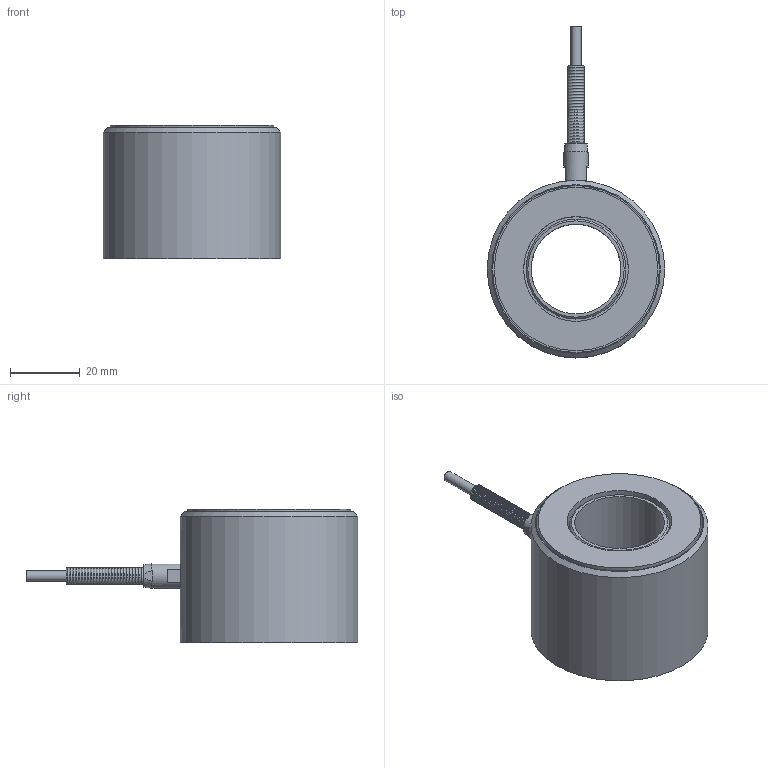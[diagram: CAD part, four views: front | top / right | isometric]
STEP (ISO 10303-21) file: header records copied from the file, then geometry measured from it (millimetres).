
FILE_DESCRIPTION((''),'2;1');
FILE_NAME('LLW550.stp','2010-11-18T14:17:26',('thomasl'),(''),'Autodesk Inventor 2008','Autodesk Inventor 2008','');
FILE_SCHEMA(('AUTOMOTIVE_DESIGN { 1 0 10303 214 1 1 1 1 }'));
Length unit declared in the file: inch
Products named in the file (5): LLW550; PART4; 102DB; 102DBA; 102DBB
Assembly tree (4 placements, depth 3):
  LLW550
    PART4
      102DB
      102DBA
      102DBB
Bounding box: 50.8 x 94.95 x 38.1 mm (x, y, z)
Volume: 50156.7 mm3; surface area: 27841.1 mm2
Topology: 3 solids, 3 shells, 173 faces, 465 edges, 291 vertices
Faces by surface type: bspline 60, plane 54, cylinder 35, cone 20, torus 4
Full cylindrical faces by diameter (mm): 2.921 x1, 3.048 x1, 3.302 x1, 4.064 x1, 4.801 x2, 4.851 x1, 5.207 x1, 5.334 x1, 5.715 x1, 5.791 x1, 7.061 x1, 25.654 x1, 25.705 x1, 28.55 x1, 28.575 x1, 29.972 x1, 44.45 x1, 46.736 x1, 47.752 x1, 47.777 x1, 50.8 x1
Entity records: 9635 total; most frequent: CARTESIAN_POINT 5786, DIRECTION 745, ORIENTED_EDGE 714, EDGE_CURVE 357, AXIS2_PLACEMENT_3D 309, EDGE_LOOP 290, VERTEX_POINT 274, CIRCLE 187
